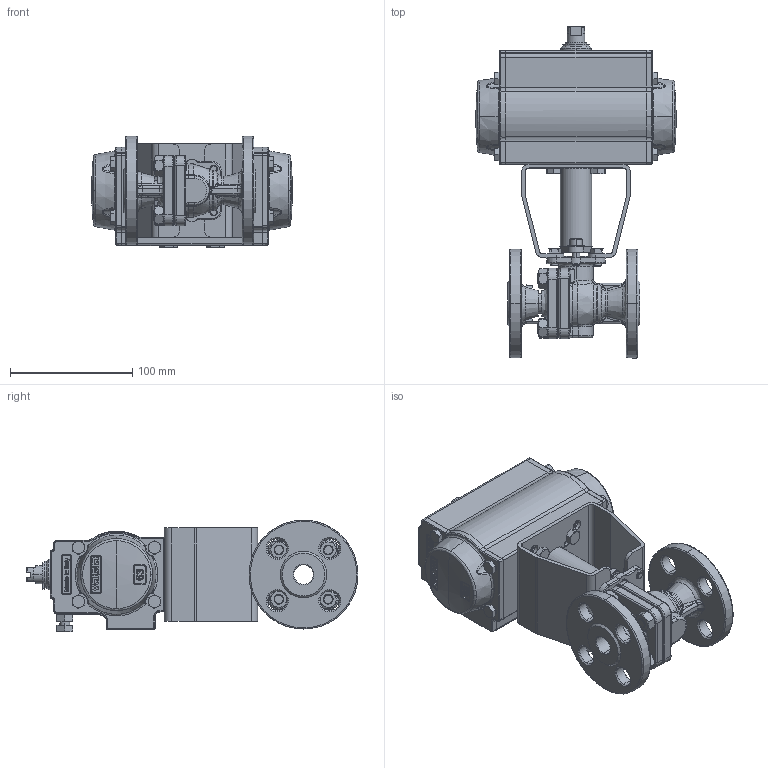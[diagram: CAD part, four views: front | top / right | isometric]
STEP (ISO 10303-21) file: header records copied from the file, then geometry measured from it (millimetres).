
FILE_DESCRIPTION (( 'STEP AP203' ), '1' );
FILE_NAME ('5801F-050_UT-1.STEP', '2017-11-27T19:36:41', ( '' ), ( '' ), 'SwSTEP 2.0', 'SolidWorks 2014', '' );
FILE_SCHEMA (( 'CONFIG_CONTROL_DESIGN' ));
Length unit declared in the file: inch
Products named in the file (1): 5801F-050_UT-1
Bounding box: 163.98 x 271.22 x 91.3 mm (x, y, z)
Surface area: 172263.9 mm2 (no closed solid volume)
Topology: 0 solids, 48 shells, 1602 faces, 4913 edges, 3229 vertices
Faces by surface type: plane 491, bspline 458, cylinder 337, cone 286, sphere 30
Entity records: 83828 total; most frequent: CARTESIAN_POINT 44930, ORIENTED_EDGE 8332, DIRECTION 6847, EDGE_CURVE 4887, VERTEX_POINT 3229, AXIS2_PLACEMENT_3D 2543, EDGE_LOOP 1787, LINE 1761
